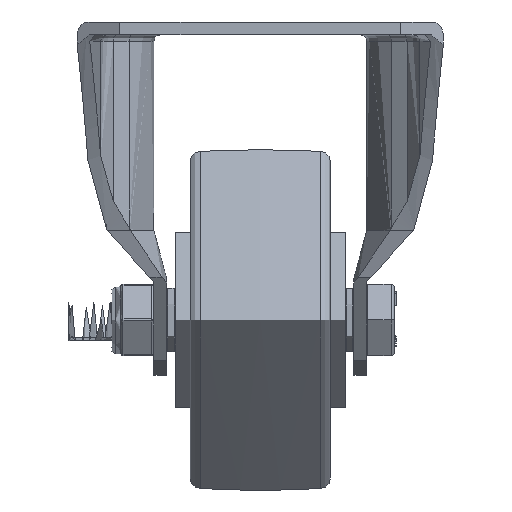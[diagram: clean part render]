
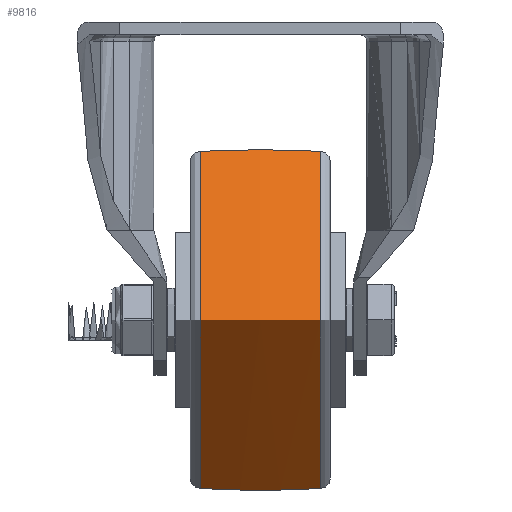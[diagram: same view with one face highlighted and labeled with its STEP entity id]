
A CAD part, left-side view. The second image highlights one B-rep face of the part: STEP entity #9816.
In plain terms, the highlighted free-form (B-spline) face has degree [2, 2] with [3, 9] control points.
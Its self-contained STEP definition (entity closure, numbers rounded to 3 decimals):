
#72=(
BOUNDED_SURFACE()
B_SPLINE_SURFACE(2,2,((#16510,#16511,#16512,#16513,#16514,#16515,#16516,
#16517,#16518),(#16519,#16520,#16521,#16522,#16523,#16524,#16525,#16526,
#16527),(#16528,#16529,#16530,#16531,#16532,#16533,#16534,#16535,#16536)),
 .UNSPECIFIED.,.F.,.T.,.F.)
B_SPLINE_SURFACE_WITH_KNOTS((3,3),(3,2,2,2,3),(-0.052,0.052),
(-3.142,-1.571,0.,1.571,3.142),
 .UNSPECIFIED.)
GEOMETRIC_REPRESENTATION_ITEM()
RATIONAL_B_SPLINE_SURFACE(((1.,0.707,1.,0.707,1.,
0.707,1.,0.707,1.),(0.999,0.706,
0.999,0.706,0.999,0.706,
0.999,0.706,0.999),(1.,0.707,
1.,0.707,1.,0.707,1.,0.707,1.)))
REPRESENTATION_ITEM('')
SURFACE()
);
#565=CIRCLE('',#10678,39.633);
#566=CIRCLE('',#10679,272.5);
#567=CIRCLE('',#10680,39.633);
#1345=FACE_OUTER_BOUND('',#1949,.T.);
#1949=EDGE_LOOP('',(#7424,#7425,#7426,#7427));
#4429=VERTEX_POINT('',#16507);
#4430=VERTEX_POINT('',#16537);
#5528=EDGE_CURVE('',#4429,#4429,#565,.T.);
#5529=EDGE_CURVE('',#4429,#4430,#566,.T.);
#5530=EDGE_CURVE('',#4430,#4430,#567,.T.);
#7424=ORIENTED_EDGE('',*,*,#5528,.F.);
#7425=ORIENTED_EDGE('',*,*,#5529,.T.);
#7426=ORIENTED_EDGE('',*,*,#5530,.T.);
#7427=ORIENTED_EDGE('',*,*,#5529,.F.);
#9816=ADVANCED_FACE('',(#1345),#72,.F.);
#10678=AXIS2_PLACEMENT_3D('',#16509,#12124,#12125);
#10679=AXIS2_PLACEMENT_3D('',#16538,#12126,#12127);
#10680=AXIS2_PLACEMENT_3D('',#16539,#12128,#12129);
#12124=DIRECTION('center_axis',(0.,1.,0.));
#12125=DIRECTION('ref_axis',(0.,0.,1.));
#12126=DIRECTION('center_axis',(-1.,0.,0.));
#12127=DIRECTION('ref_axis',(0.,0.,
-1.));
#12128=DIRECTION('center_axis',(0.,1.,0.));
#12129=DIRECTION('ref_axis',(0.,0.,1.));
#16507=CARTESIAN_POINT('',(0.,14.13,-39.633));
#16509=CARTESIAN_POINT('Origin',(0.,14.13,0.));
#16510=CARTESIAN_POINT('Ctrl Pts',(0.,-14.13,-39.633));
#16511=CARTESIAN_POINT('Ctrl Pts',(-39.633,-14.13,
-39.633));
#16512=CARTESIAN_POINT('Ctrl Pts',(-39.633,-14.13,
0.));
#16513=CARTESIAN_POINT('Ctrl Pts',(-39.633,-14.13,
39.633));
#16514=CARTESIAN_POINT('Ctrl Pts',(0.,-14.13,39.633));
#16515=CARTESIAN_POINT('Ctrl Pts',(39.633,-14.13,39.633));
#16516=CARTESIAN_POINT('Ctrl Pts',(39.633,-14.13,0.));
#16517=CARTESIAN_POINT('Ctrl Pts',(39.633,-14.13,-39.633));
#16518=CARTESIAN_POINT('Ctrl Pts',(0.,-14.13,-39.633));
#16519=CARTESIAN_POINT('Ctrl Pts',(0.,0.,-40.367));
#16520=CARTESIAN_POINT('Ctrl Pts',(-40.367,0.,
-40.367));
#16521=CARTESIAN_POINT('Ctrl Pts',(-40.367,0.,
0.));
#16522=CARTESIAN_POINT('Ctrl Pts',(-40.367,0.,
40.367));
#16523=CARTESIAN_POINT('Ctrl Pts',(0.,0.,40.367));
#16524=CARTESIAN_POINT('Ctrl Pts',(40.367,0.,
40.367));
#16525=CARTESIAN_POINT('Ctrl Pts',(40.367,0.,
0.));
#16526=CARTESIAN_POINT('Ctrl Pts',(40.367,0.,
-40.367));
#16527=CARTESIAN_POINT('Ctrl Pts',(0.,0.,-40.367));
#16528=CARTESIAN_POINT('Ctrl Pts',(0.,14.13,-39.633));
#16529=CARTESIAN_POINT('Ctrl Pts',(-39.633,14.13,-39.633));
#16530=CARTESIAN_POINT('Ctrl Pts',(-39.633,14.13,0.));
#16531=CARTESIAN_POINT('Ctrl Pts',(-39.633,14.13,39.633));
#16532=CARTESIAN_POINT('Ctrl Pts',(0.,14.13,39.633));
#16533=CARTESIAN_POINT('Ctrl Pts',(39.633,14.13,39.633));
#16534=CARTESIAN_POINT('Ctrl Pts',(39.633,14.13,0.));
#16535=CARTESIAN_POINT('Ctrl Pts',(39.633,14.13,-39.633));
#16536=CARTESIAN_POINT('Ctrl Pts',(0.,14.13,-39.633));
#16537=CARTESIAN_POINT('',(0.,-14.13,-39.633));
#16538=CARTESIAN_POINT('Origin',(0.,0.,
232.5));
#16539=CARTESIAN_POINT('Origin',(0.,-14.13,0.));
